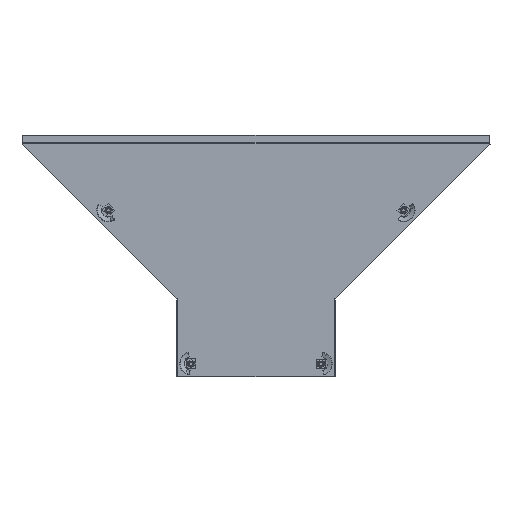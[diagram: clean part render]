
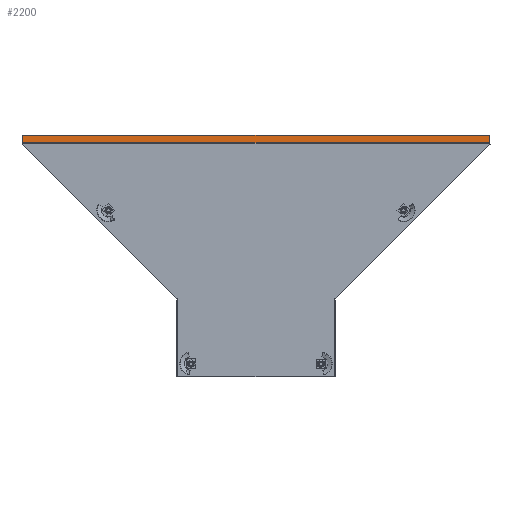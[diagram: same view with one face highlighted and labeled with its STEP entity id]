
A CAD part, front view. The second image highlights one B-rep face of the part: STEP entity #2200.
In plain terms, the highlighted planar face has unit normal (0, -1, 0).
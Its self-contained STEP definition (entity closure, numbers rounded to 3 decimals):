
#11 = CARTESIAN_POINT ( 'NONE',  ( 447., -0.066, -0.144 ) ) ;
#34 = DIRECTION ( 'NONE',  ( 1., 0., 0. ) ) ;
#366 = CARTESIAN_POINT ( 'NONE',  ( -447., -0.066, -14.527 ) ) ;
#537 = VERTEX_POINT ( 'NONE', #6545 ) ;
#621 = CARTESIAN_POINT ( 'NONE',  ( -447., -0.066, -14.734 ) ) ;
#727 = ORIENTED_EDGE ( 'NONE', *, *, #3606, .T. ) ;
#837 = VECTOR ( 'NONE', #3251, 1000. ) ;
#935 = LINE ( 'NONE', #6801, #4628 ) ;
#946 = LINE ( 'NONE', #11, #2841 ) ;
#1032 = CARTESIAN_POINT ( 'NONE',  ( -447., -0.066, -0.144 ) ) ;
#1088 = CARTESIAN_POINT ( 'NONE',  ( 447., -0.066, -463.175 ) ) ;
#1224 = LINE ( 'NONE', #1088, #1580 ) ;
#1363 = EDGE_CURVE ( 'NONE', #7381, #3911, #2656, .T. ) ;
#1453 = VERTEX_POINT ( 'NONE', #3179 ) ;
#1487 = CARTESIAN_POINT ( 'NONE',  ( 447., -0.066, -14.527 ) ) ;
#1580 = VECTOR ( 'NONE', #7780, 1000. ) ;
#1606 = VECTOR ( 'NONE', #2443, 1000. ) ;
#1726 = ORIENTED_EDGE ( 'NONE', *, *, #4512, .F. ) ;
#1830 = VERTEX_POINT ( 'NONE', #1032 ) ;
#2200 = ADVANCED_FACE ( 'NONE', ( #6386 ), #7572, .T. ) ;
#2433 = EDGE_LOOP ( 'NONE', ( #6257, #727, #6962, #4783, #1726, #3633 ) ) ;
#2441 = LINE ( 'NONE', #366, #837 ) ;
#2443 = DIRECTION ( 'NONE',  ( -1., 0., 0. ) ) ;
#2471 = EDGE_CURVE ( 'NONE', #1830, #537, #946, .T. ) ;
#2656 = LINE ( 'NONE', #621, #1606 ) ;
#2713 = VECTOR ( 'NONE', #5970, 1000. ) ;
#2841 = VECTOR ( 'NONE', #34, 1000. ) ;
#3179 = CARTESIAN_POINT ( 'NONE',  ( -447., -0.066, -14.527 ) ) ;
#3251 = DIRECTION ( 'NONE',  ( 0., 0., -1. ) ) ;
#3470 = CARTESIAN_POINT ( 'NONE',  ( -447., -0.066, -0.144 ) ) ;
#3606 = EDGE_CURVE ( 'NONE', #1453, #3911, #2441, .T. ) ;
#3633 = ORIENTED_EDGE ( 'NONE', *, *, #2471, .F. ) ;
#3911 = VERTEX_POINT ( 'NONE', #7346 ) ;
#4512 = EDGE_CURVE ( 'NONE', #537, #5220, #935, .T. ) ;
#4628 = VECTOR ( 'NONE', #7398, 1000. ) ;
#4629 = DIRECTION ( 'NONE',  ( 0., -1., 0. ) ) ;
#4783 = ORIENTED_EDGE ( 'NONE', *, *, #7784, .F. ) ;
#5112 = AXIS2_PLACEMENT_3D ( 'NONE', #5720, #4629, #6532 ) ;
#5220 = VERTEX_POINT ( 'NONE', #1487 ) ;
#5374 = EDGE_CURVE ( 'NONE', #1453, #1830, #7764, .T. ) ;
#5720 = CARTESIAN_POINT ( 'NONE',  ( -447., -0.066, -463.175 ) ) ;
#5963 = CARTESIAN_POINT ( 'NONE',  ( 447., -0.066, -14.734 ) ) ;
#5970 = DIRECTION ( 'NONE',  ( 0., 0., 1. ) ) ;
#6257 = ORIENTED_EDGE ( 'NONE', *, *, #5374, .F. ) ;
#6386 = FACE_OUTER_BOUND ( 'NONE', #2433, .T. ) ;
#6532 = DIRECTION ( 'NONE',  ( 0., 0., -1. ) ) ;
#6545 = CARTESIAN_POINT ( 'NONE',  ( 447., -0.066, -0.144 ) ) ;
#6801 = CARTESIAN_POINT ( 'NONE',  ( 447., -0.066, -0.144 ) ) ;
#6962 = ORIENTED_EDGE ( 'NONE', *, *, #1363, .F. ) ;
#7346 = CARTESIAN_POINT ( 'NONE',  ( -447., -0.066, -14.734 ) ) ;
#7381 = VERTEX_POINT ( 'NONE', #5963 ) ;
#7398 = DIRECTION ( 'NONE',  ( 0., 0., -1. ) ) ;
#7572 = PLANE ( 'NONE',  #5112 ) ;
#7764 = LINE ( 'NONE', #3470, #2713 ) ;
#7780 = DIRECTION ( 'NONE',  ( 0., 0., -1. ) ) ;
#7784 = EDGE_CURVE ( 'NONE', #5220, #7381, #1224, .T. ) ;
